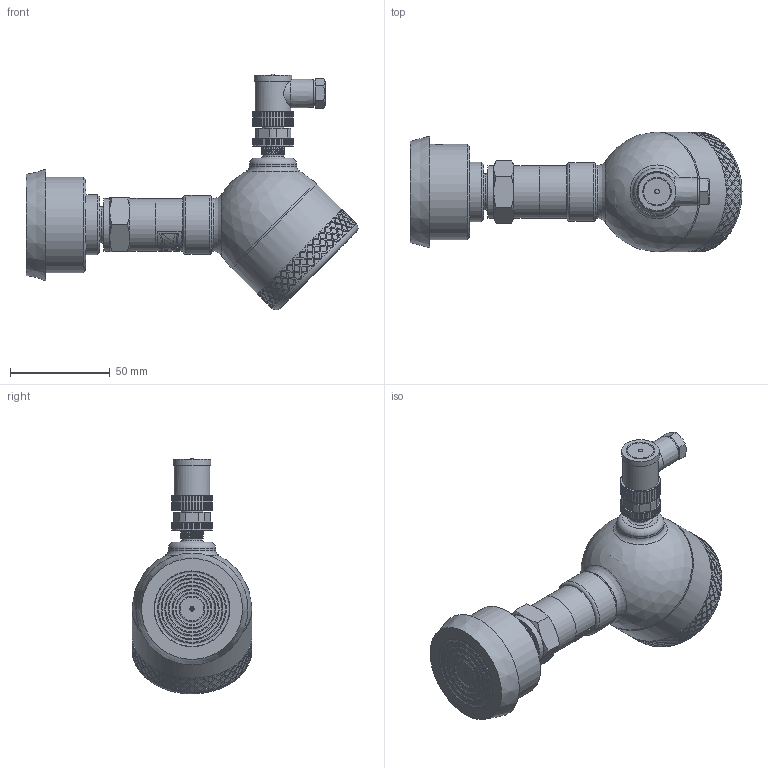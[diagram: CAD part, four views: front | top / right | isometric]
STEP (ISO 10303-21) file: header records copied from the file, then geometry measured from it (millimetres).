
FILE_DESCRIPTION(/* description */ (''),/* implementation_level */ '2;1');
FILE_NAME(/* name */ 'APZ3420sFH_TapperDN40_5.step',/* time_stamp */ '2021-07-08T16:40:29+03:00',/* author */ (''),/* organization */ (''),/* preprocessor_version */ 'ST-DEVELOPER v18.1',/* originating_system */ 'Autodesk Translation Framework v10.9.0.1377',/* authorisation */ '');
FILE_SCHEMA (('AUTOMOTIVE_DESIGN { 1 0 10303 214 3 1 1 }'));
Length unit declared in the file: millimetre
Products named in the file (9): АПЗ 3420s заполненный 
+ полевой корпус; G1\2EN; Tapper socket DN40 diaphragm 38 v5; Заполненный полевой 
корпус v13; Cover for display; Display; Main body; M12x1 adapter; M12x1 female angular v10
Assembly tree (8 placements, depth 3):
  АПЗ 3420s заполненный 
+ полевой корпус
    G1\2EN
    Tapper socket DN40 diaphragm 38 v5
    Заполненный полевой 
корпус v13
      Cover for display
      Display
      Main body
      M12x1 adapter
      M12x1 female angular v10
Bounding box: 166.38 x 60.1 x 118.16 mm (x, y, z)
Volume: 289867.1 mm3; surface area: 63225.5 mm2
Topology: 17 solids, 17 shells, 1877 faces, 4710 edges, 3096 vertices
Faces by surface type: bspline 973, cylinder 535, plane 306, cone 33, torus 28, sphere 2
Full cylindrical faces by diameter (mm): 1 x4, 2 x1, 3 x1, 3.3 x1, 5 x5, 6 x3, 7 x2, 8 x1, 9.3 x1, 9.471 x2, 10.5 x2, 10.741 x7, 11.035 x4, 11.156 x1, 11.884 x6, 12.152 x4, 13 x1, 16.7 x1, 17.5 x1, 18 x2, 18.631 x7, 19 x1, 19.7 x1, 20.955 x7, 21.6 x1, 21.767 x1, 22 x1, 22.4 x2, 23.6 x1, 24.5 x2
Entity records: 82525 total; most frequent: CARTESIAN_POINT 44779, ORIENTED_EDGE 9412, EDGE_CURVE 4706, DIRECTION 4658, VERTEX_POINT 3095, B_SPLINE_CURVE_WITH_KNOTS 2732, EDGE_LOOP 2145, FACE_OUTER_BOUND 1877
